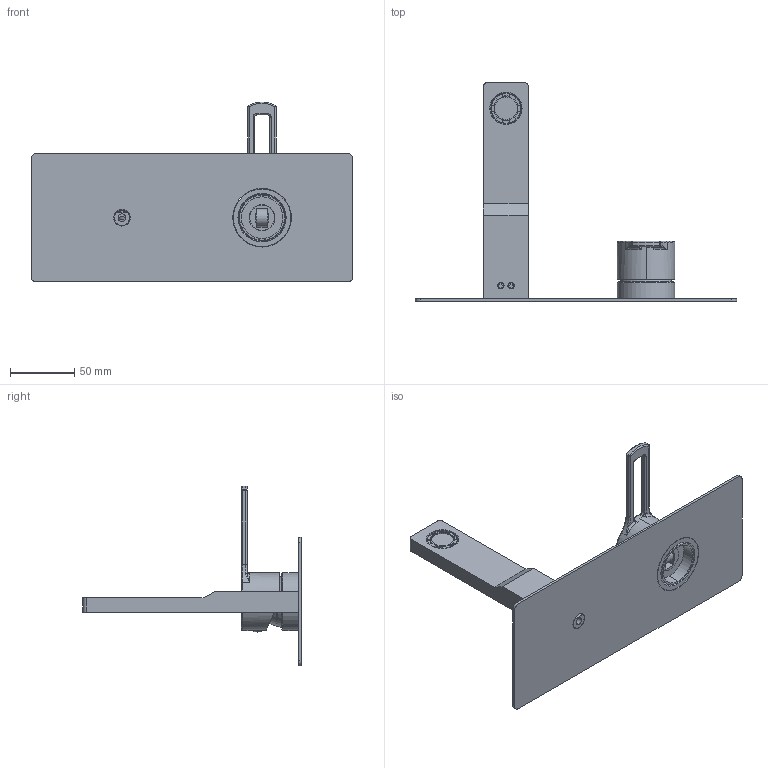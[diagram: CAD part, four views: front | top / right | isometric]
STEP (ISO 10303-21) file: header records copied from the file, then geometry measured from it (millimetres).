
FILE_DESCRIPTION((''),'2;1');
FILE_NAME('RIN104CR','2021-04-28T14:11:03',('ut3'),('PAFFONI SpA'),'CREO PARAMETRIC BY PTC INC, 2020044','CREO PARAMETRIC BY PTC INC, 2020044','');
FILE_SCHEMA(('CONFIG_CONTROL_DESIGN','SHAPE_APPEARANCE_LAYERS_GROUPS'));
Length unit declared in the file: millimetre
Products named in the file (1): RIN104CR
Bounding box: 250 x 170 x 140 mm (x, y, z)
Volume: 157138 mm3; surface area: 103570.7 mm2
Topology: 3 solids, 3 shells, 1115 faces, 2907 edges, 1820 vertices
Faces by surface type: plane 616, cylinder 267, torus 114, cone 72, bspline 24, sphere 22
Entity records: 46057 total; most frequent: CARTESIAN_POINT 11039, ORIENTED_EDGE 5802, DIRECTION 5551, EDGE_CURVE 2901, AXIS2_PLACEMENT_3D 1981, VERTEX_POINT 1820, VECTOR 1589, LINE 1589
